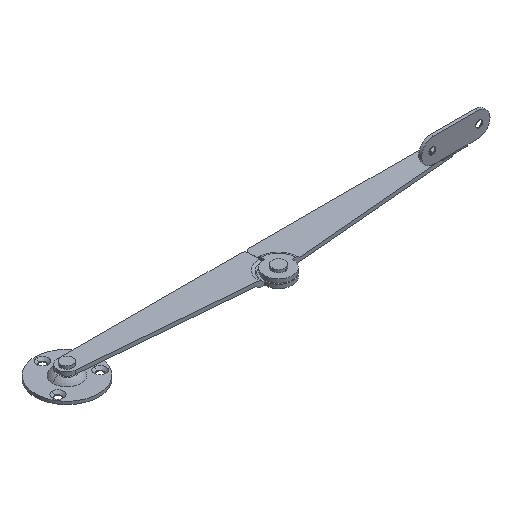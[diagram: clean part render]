
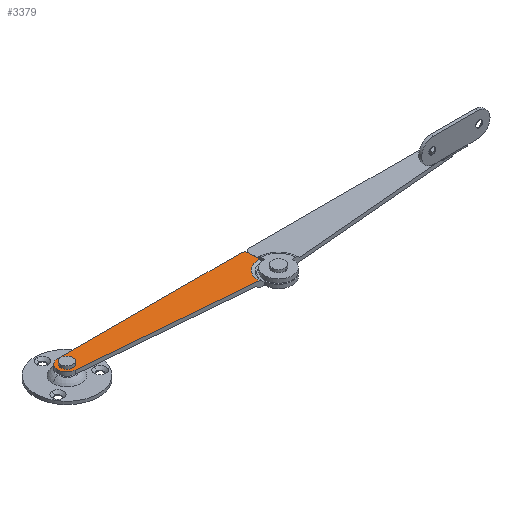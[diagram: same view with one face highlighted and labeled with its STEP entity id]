
A CAD part, isometric view. The second image highlights one B-rep face of the part: STEP entity #3379.
In plain terms, the highlighted planar face has unit normal (0, 0, 1).
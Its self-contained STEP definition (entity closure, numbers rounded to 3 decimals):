
#293 = DIRECTION ( 'NONE',  ( 0., 0., 1. ) ) ;
#294 = CARTESIAN_POINT ( 'NONE',  ( -100., 13., 3.25 ) ) ;
#302 = AXIS2_PLACEMENT_3D ( 'NONE', #294, #293, #305 ) ;
#305 = DIRECTION ( 'NONE',  ( 1., 0., 0. ) ) ;
#720 = CARTESIAN_POINT ( 'NONE',  ( -101.6, 13., 3.25 ) ) ;
#789 = CIRCLE ( 'NONE', #302, 1.6 ) ;
#1314 = CARTESIAN_POINT ( 'NONE',  ( -100.43, 8.019, 3.25 ) ) ;
#1315 = CARTESIAN_POINT ( 'NONE',  ( -105., 13., 3.25 ) ) ;
#1316 = DIRECTION ( 'NONE',  ( 1., 0., 0. ) ) ;
#1317 = DIRECTION ( 'NONE',  ( 0., 0., 1. ) ) ;
#1318 = AXIS2_PLACEMENT_3D ( 'NONE', #1325, #1317, #1316 ) ;
#1319 = CIRCLE ( 'NONE', #1318, 5. ) ;
#1325 = CARTESIAN_POINT ( 'NONE',  ( -100., 13., 3.25 ) ) ;
#1331 = DIRECTION ( 'NONE',  ( 1., 0., 0. ) ) ;
#1332 = DIRECTION ( 'NONE',  ( 0., 0., 1. ) ) ;
#1333 = CARTESIAN_POINT ( 'NONE',  ( -2., 16., 3.25 ) ) ;
#1334 = AXIS2_PLACEMENT_3D ( 'NONE', #1333, #1332, #1331 ) ;
#1335 = DIRECTION ( 'NONE',  ( 1., 0., 0. ) ) ;
#1336 = DIRECTION ( 'NONE',  ( 0., 0., 1. ) ) ;
#1337 = CARTESIAN_POINT ( 'NONE',  ( -100., 13., 3.25 ) ) ;
#1338 = AXIS2_PLACEMENT_3D ( 'NONE', #1337, #1336, #1335 ) ;
#1339 = CIRCLE ( 'NONE', #1338, 1.6 ) ;
#1369 = CIRCLE ( 'NONE', #1334, 2. ) ;
#1370 = CARTESIAN_POINT ( 'NONE',  ( 0., 16., 3.25 ) ) ;
#1371 = DIRECTION ( 'NONE',  ( 0., 1., 0. ) ) ;
#1372 = VECTOR ( 'NONE', #1371, 1000. ) ;
#1373 = CARTESIAN_POINT ( 'NONE',  ( 0., 7.5, 3.25 ) ) ;
#1374 = LINE ( 'NONE', #1373, #1372 ) ;
#1375 = CARTESIAN_POINT ( 'NONE',  ( 0., 10.328, 3.25 ) ) ;
#1376 = DIRECTION ( 'NONE',  ( 1., 0., 0. ) ) ;
#1377 = DIRECTION ( 'NONE',  ( 0., 0., -1. ) ) ;
#1378 = CARTESIAN_POINT ( 'NONE',  ( 0., 0., 3.25 ) ) ;
#1379 = AXIS2_PLACEMENT_3D ( 'NONE', #1378, #1377, #1376 ) ;
#1380 = CIRCLE ( 'NONE', #1379, 10.328 ) ;
#1478 = CIRCLE ( 'NONE', #1485, 5. ) ;
#1482 = DIRECTION ( 'NONE',  ( 1., 0., 0. ) ) ;
#1483 = DIRECTION ( 'NONE',  ( 0., 0., 1. ) ) ;
#1484 = CARTESIAN_POINT ( 'NONE',  ( -100., 13., 3.25 ) ) ;
#1485 = AXIS2_PLACEMENT_3D ( 'NONE', #1484, #1483, #1482 ) ;
#1521 = CARTESIAN_POINT ( 'NONE',  ( -98.4, 13., 3.25 ) ) ;
#1541 = CARTESIAN_POINT ( 'NONE',  ( -2., 18., 3.25 ) ) ;
#1542 = DIRECTION ( 'NONE',  ( -1., 0., 0. ) ) ;
#1675 = VECTOR ( 'NONE', #1542, 1000. ) ;
#1676 = CARTESIAN_POINT ( 'NONE',  ( 0., 18., 3.25 ) ) ;
#1677 = LINE ( 'NONE', #1676, #1675 ) ;
#2975 = CARTESIAN_POINT ( 'NONE',  ( -100.43, 8.019, 3.25 ) ) ;
#2976 = LINE ( 'NONE', #2975, #2982 ) ;
#2979 = CARTESIAN_POINT ( 'NONE',  ( -100., 18., 3.25 ) ) ;
#2980 = CARTESIAN_POINT ( 'NONE',  ( -10.326, 0.244, 3.25 ) ) ;
#2981 = DIRECTION ( 'NONE',  ( 0.996, -0.086, 0. ) ) ;
#2982 = VECTOR ( 'NONE', #2981, 1000. ) ;
#2984 = FACE_BOUND ( 'NONE', #3369, .T. ) ;
#2985 = FACE_OUTER_BOUND ( 'NONE', #3360, .T. ) ;
#2995 = DIRECTION ( 'NONE',  ( 1., 0., 0. ) ) ;
#2996 = DIRECTION ( 'NONE',  ( 0., 0., 1. ) ) ;
#2997 = CARTESIAN_POINT ( 'NONE',  ( 0., 0., 3.25 ) ) ;
#2998 = AXIS2_PLACEMENT_3D ( 'NONE', #2997, #2996, #2995 ) ;
#3002 = PLANE ( 'NONE',  #2998 ) ;
#3040 = VERTEX_POINT ( 'NONE', #720 ) ;
#3095 = EDGE_CURVE ( 'NONE', #3040, #3450, #789, .T. ) ;
#3337 = EDGE_CURVE ( 'NONE', #3382, #3338, #1380, .T. ) ;
#3338 = VERTEX_POINT ( 'NONE', #1375 ) ;
#3339 = ORIENTED_EDGE ( 'NONE', *, *, #3340, .T. ) ;
#3340 = EDGE_CURVE ( 'NONE', #3338, #3341, #1374, .T. ) ;
#3341 = VERTEX_POINT ( 'NONE', #1370 ) ;
#3342 = ORIENTED_EDGE ( 'NONE', *, *, #3343, .T. ) ;
#3343 = EDGE_CURVE ( 'NONE', #3341, #3480, #1369, .T. ) ;
#3344 = ORIENTED_EDGE ( 'NONE', *, *, #3479, .T. ) ;
#3349 = EDGE_CURVE ( 'NONE', #3350, #3351, #1319, .T. ) ;
#3350 = VERTEX_POINT ( 'NONE', #1315 ) ;
#3351 = VERTEX_POINT ( 'NONE', #1314 ) ;
#3360 = EDGE_LOOP ( 'NONE', ( #3380, #3383, #3339, #3342, #3344, #3367, #3368 ) ) ;
#3363 = EDGE_CURVE ( 'NONE', #3450, #3040, #1339, .T. ) ;
#3367 = ORIENTED_EDGE ( 'NONE', *, *, #3398, .T. ) ;
#3368 = ORIENTED_EDGE ( 'NONE', *, *, #3349, .T. ) ;
#3369 = EDGE_LOOP ( 'NONE', ( #3370, #3371 ) ) ;
#3370 = ORIENTED_EDGE ( 'NONE', *, *, #3095, .F. ) ;
#3371 = ORIENTED_EDGE ( 'NONE', *, *, #3363, .F. ) ;
#3379 = ADVANCED_FACE ( 'NONE', ( #2985, #2984 ), #3002, .T. ) ;
#3380 = ORIENTED_EDGE ( 'NONE', *, *, #3381, .T. ) ;
#3381 = EDGE_CURVE ( 'NONE', #3351, #3382, #2976, .T. ) ;
#3382 = VERTEX_POINT ( 'NONE', #2980 ) ;
#3383 = ORIENTED_EDGE ( 'NONE', *, *, #3337, .T. ) ;
#3385 = VERTEX_POINT ( 'NONE', #2979 ) ;
#3398 = EDGE_CURVE ( 'NONE', #3385, #3350, #1478, .T. ) ;
#3450 = VERTEX_POINT ( 'NONE', #1521 ) ;
#3479 = EDGE_CURVE ( 'NONE', #3480, #3385, #1677, .T. ) ;
#3480 = VERTEX_POINT ( 'NONE', #1541 ) ;
